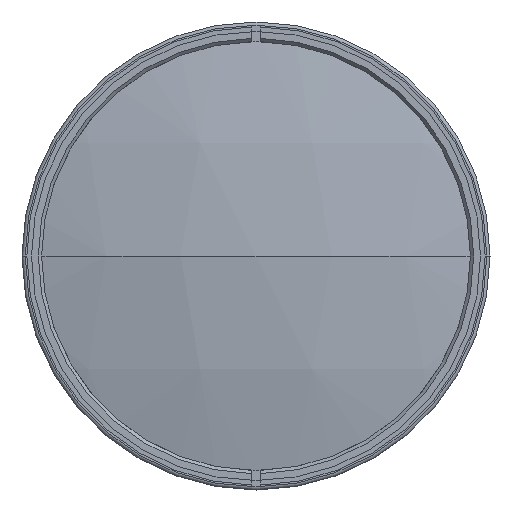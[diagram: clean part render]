
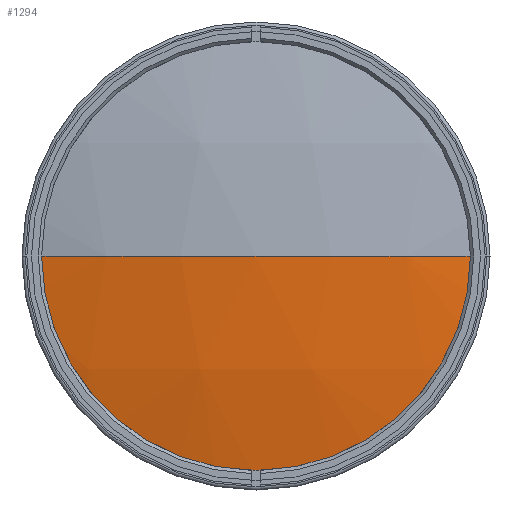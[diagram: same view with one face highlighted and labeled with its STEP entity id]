
A CAD part, left-side view. The second image highlights one B-rep face of the part: STEP entity #1294.
In plain terms, the highlighted spherical face has radius 300.64 mm.
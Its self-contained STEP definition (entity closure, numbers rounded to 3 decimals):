
#32 = DIRECTION ( 'NONE',  ( 0., 1., 0. ) ) ;
#139 = DIRECTION ( 'NONE',  ( 0., 1., 0. ) ) ;
#386 = EDGE_CURVE ( 'NONE', #1551, #2364, #3388, .T. ) ;
#504 = SPHERICAL_SURFACE ( 'NONE', #1623, 300.64 ) ;
#584 = FACE_OUTER_BOUND ( 'NONE', #1716, .T. ) ;
#782 = DIRECTION ( 'NONE',  ( 0., -1., 0. ) ) ;
#994 = CIRCLE ( 'NONE', #3359, 300.64 ) ;
#1032 = CARTESIAN_POINT ( 'NONE',  ( -270.092, 0., 0. ) ) ;
#1059 = EDGE_CURVE ( 'NONE', #1551, #2293, #994, .T. ) ;
#1136 = CARTESIAN_POINT ( 'NONE',  ( 22.64, 0., 0. ) ) ;
#1294 = ADVANCED_FACE ( 'NONE', ( #584 ), #504, .T. ) ;
#1551 = VERTEX_POINT ( 'NONE', #1945 ) ;
#1623 = AXIS2_PLACEMENT_3D ( 'NONE', #3534, #2707, #139 ) ;
#1716 = EDGE_LOOP ( 'NONE', ( #1882, #1895, #2122 ) ) ;
#1829 = CARTESIAN_POINT ( 'NONE',  ( -278., 0., 0. ) ) ;
#1882 = ORIENTED_EDGE ( 'NONE', *, *, #386, .T. ) ;
#1895 = ORIENTED_EDGE ( 'NONE', *, *, #3652, .T. ) ;
#1902 = CARTESIAN_POINT ( 'NONE',  ( -270.092, -68.5, 0. ) ) ;
#1945 = CARTESIAN_POINT ( 'NONE',  ( -270.092, 68.5, 0. ) ) ;
#2122 = ORIENTED_EDGE ( 'NONE', *, *, #1059, .F. ) ;
#2171 = AXIS2_PLACEMENT_3D ( 'NONE', #1032, #3023, #2721 ) ;
#2245 = DIRECTION ( 'NONE',  ( 0., 0., 1. ) ) ;
#2293 = VERTEX_POINT ( 'NONE', #1829 ) ;
#2364 = VERTEX_POINT ( 'NONE', #1902 ) ;
#2685 = AXIS2_PLACEMENT_3D ( 'NONE', #1136, #3419, #32 ) ;
#2707 = DIRECTION ( 'NONE',  ( 0., 0., -1. ) ) ;
#2721 = DIRECTION ( 'NONE',  ( 0., 0., 1. ) ) ;
#2798 = CARTESIAN_POINT ( 'NONE',  ( 22.64, 0., 0. ) ) ;
#3023 = DIRECTION ( 'NONE',  ( -1., 0., 0. ) ) ;
#3293 = CIRCLE ( 'NONE', #2685, 300.64 ) ;
#3359 = AXIS2_PLACEMENT_3D ( 'NONE', #2798, #2245, #782 ) ;
#3388 = CIRCLE ( 'NONE', #2171, 68.5 ) ;
#3419 = DIRECTION ( 'NONE',  ( 0., 0., -1. ) ) ;
#3534 = CARTESIAN_POINT ( 'NONE',  ( 22.64, 0., 0. ) ) ;
#3652 = EDGE_CURVE ( 'NONE', #2364, #2293, #3293, .T. ) ;
